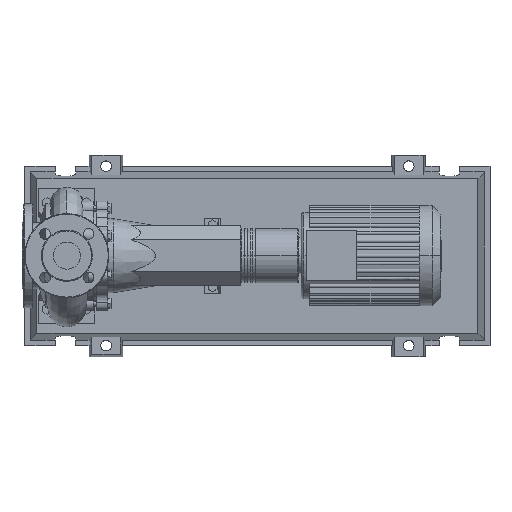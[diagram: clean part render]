
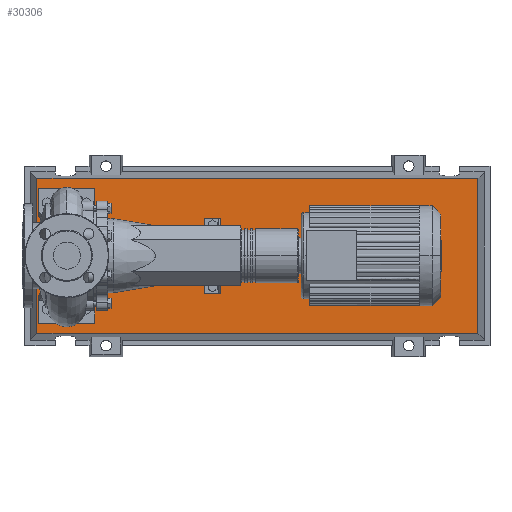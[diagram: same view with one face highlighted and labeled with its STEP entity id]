
A CAD part, top view. The second image highlights one B-rep face of the part: STEP entity #30306.
In plain terms, the highlighted planar face has unit normal (0, 0, 1).
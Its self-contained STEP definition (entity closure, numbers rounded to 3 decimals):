
#29987=CARTESIAN_POINT('',(733.292,-138.292,83.0));
#29988=VERTEX_POINT('',#29987);
#29995=CARTESIAN_POINT('',(-53.292,-138.292,83.0));
#29996=VERTEX_POINT('',#29995);
#29997=CARTESIAN_POINT('',(733.292,-138.292,83.0));
#29998=DIRECTION('',(-1.0,0.0,0.0));
#29999=VECTOR('',#29998,786.584);
#30000=LINE('',#29997,#29999);
#30001=EDGE_CURVE('',#29988,#29996,#30000,.T.);
#30219=CARTESIAN_POINT('',(733.292,138.292,83.0));
#30220=VERTEX_POINT('',#30219);
#30221=CARTESIAN_POINT('',(733.292,138.292,83.0));
#30222=DIRECTION('',(0.0,-1.0,0.0));
#30223=VECTOR('',#30222,276.584);
#30224=LINE('',#30221,#30223);
#30225=EDGE_CURVE('',#30220,#29988,#30224,.T.);
#30243=CARTESIAN_POINT('',(-53.292,138.292,83.0));
#30244=VERTEX_POINT('',#30243);
#30245=CARTESIAN_POINT('',(-53.292,-138.292,83.0));
#30246=DIRECTION('',(0.0,1.0,0.0));
#30247=VECTOR('',#30246,276.584);
#30248=LINE('',#30245,#30247);
#30249=EDGE_CURVE('',#29996,#30244,#30248,.T.);
#30282=CARTESIAN_POINT('',(-53.292,138.292,83.0));
#30283=DIRECTION('',(1.0,0.0,0.0));
#30284=VECTOR('',#30283,786.584);
#30285=LINE('',#30282,#30284);
#30286=EDGE_CURVE('',#30244,#30220,#30285,.T.);
#30295=CARTESIAN_POINT('',(340.,0.,83.0));
#30296=DIRECTION('',(0.0,0.0,1.0));
#30297=DIRECTION('',(1.0,0.0,0.0));
#30298=AXIS2_PLACEMENT_3D('',#30295,#30296,#30297);
#30299=PLANE('',#30298);
#30300=ORIENTED_EDGE('',*,*,#30225,.F.);
#30301=ORIENTED_EDGE('',*,*,#30286,.F.);
#30302=ORIENTED_EDGE('',*,*,#30249,.F.);
#30303=ORIENTED_EDGE('',*,*,#30001,.F.);
#30304=EDGE_LOOP('',(#30300,#30301,#30302,#30303));
#30305=FACE_OUTER_BOUND('',#30304,.T.);
#30306=ADVANCED_FACE('',(#30305),#30299,.T.);
